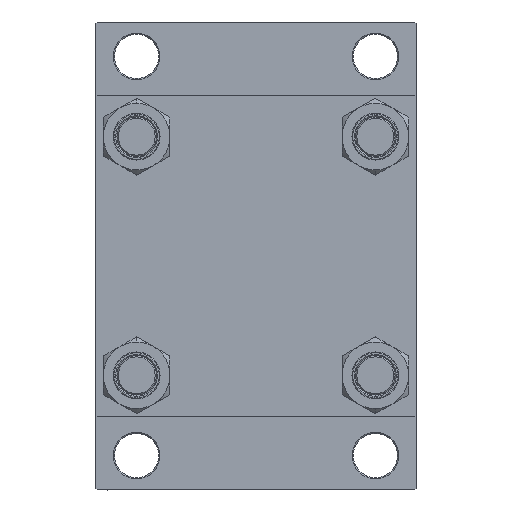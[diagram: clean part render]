
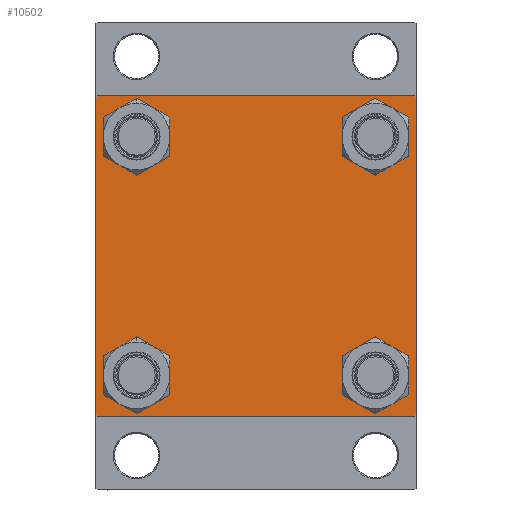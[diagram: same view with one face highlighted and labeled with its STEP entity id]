
A CAD part, left-side view. The second image highlights one B-rep face of the part: STEP entity #10502.
In plain terms, the highlighted planar face has unit normal (-1, 0, 0).
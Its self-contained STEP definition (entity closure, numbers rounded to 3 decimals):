
#30 = DIRECTION ( 'NONE',  ( 1., 0., 0. ) ) ;
#43 = VECTOR ( 'NONE', #29095, 1000. ) ;
#378 = EDGE_LOOP ( 'NONE', ( #44848, #16557 ) ) ;
#550 = VERTEX_POINT ( 'NONE', #25817 ) ;
#591 = EDGE_CURVE ( 'NONE', #42135, #48052, #3996, .T. ) ;
#696 = CARTESIAN_POINT ( 'NONE',  ( 0., 48.45, -48.45 ) ) ;
#1290 = VERTEX_POINT ( 'NONE', #32407 ) ;
#1470 = ORIENTED_EDGE ( 'NONE', *, *, #5293, .T. ) ;
#2600 = CARTESIAN_POINT ( 'NONE',  ( 0., -64.75, -64.75 ) ) ;
#2758 = CARTESIAN_POINT ( 'NONE',  ( 0., 48.45, 48.45 ) ) ;
#3080 = CARTESIAN_POINT ( 'NONE',  ( 0., 48.45, -56.95 ) ) ;
#3124 = DIRECTION ( 'NONE',  ( 0., 0., 1. ) ) ;
#3616 = AXIS2_PLACEMENT_3D ( 'NONE', #696, #41308, #7991 ) ;
#3996 = CIRCLE ( 'NONE', #7139, 8.5 ) ;
#4702 = CARTESIAN_POINT ( 'NONE',  ( 0., 64.5, -65. ) ) ;
#5157 = VERTEX_POINT ( 'NONE', #4702 ) ;
#5293 = EDGE_CURVE ( 'NONE', #18439, #43483, #30467, .T. ) ;
#5403 = ORIENTED_EDGE ( 'NONE', *, *, #9781, .T. ) ;
#6578 = CIRCLE ( 'NONE', #33746, 8.5 ) ;
#6782 = DIRECTION ( 'NONE',  ( 1., 0., 0. ) ) ;
#7139 = AXIS2_PLACEMENT_3D ( 'NONE', #18524, #30, #17811 ) ;
#7188 = LINE ( 'NONE', #25904, #8266 ) ;
#7614 = CARTESIAN_POINT ( 'NONE',  ( 0., -65., 64.5 ) ) ;
#7718 = PLANE ( 'NONE',  #22093 ) ;
#7975 = CARTESIAN_POINT ( 'NONE',  ( 0., 64.75, -64.75 ) ) ;
#7991 = DIRECTION ( 'NONE',  ( 0., 0., 1. ) ) ;
#8196 = LINE ( 'NONE', #35362, #18174 ) ;
#8266 = VECTOR ( 'NONE', #40724, 1000. ) ;
#8789 = VERTEX_POINT ( 'NONE', #12130 ) ;
#9508 = AXIS2_PLACEMENT_3D ( 'NONE', #21697, #40171, #38141 ) ;
#9515 = EDGE_CURVE ( 'NONE', #5157, #550, #13115, .T. ) ;
#9781 = EDGE_CURVE ( 'NONE', #19470, #26049, #8196, .T. ) ;
#10244 = ORIENTED_EDGE ( 'NONE', *, *, #25102, .T. ) ;
#10357 = DIRECTION ( 'NONE',  ( 0., 0.707, -0.707 ) ) ;
#10404 = VECTOR ( 'NONE', #47155, 1000. ) ;
#10502 = ADVANCED_FACE ( 'NONE', ( #20904, #14774, #36671, #37379, #14545 ), #7718, .T. ) ;
#10585 = ORIENTED_EDGE ( 'NONE', *, *, #41854, .T. ) ;
#11117 = CIRCLE ( 'NONE', #21235, 8.5 ) ;
#11412 = DIRECTION ( 'NONE',  ( 1., 0., 0. ) ) ;
#11532 = EDGE_CURVE ( 'NONE', #25437, #15634, #6578, .T. ) ;
#11611 = DIRECTION ( 'NONE',  ( 0., 0., 1. ) ) ;
#12130 = CARTESIAN_POINT ( 'NONE',  ( 0., 64.5, 65. ) ) ;
#12283 = DIRECTION ( 'NONE',  ( 0., 0., 1. ) ) ;
#12564 = VECTOR ( 'NONE', #44931, 1000. ) ;
#13115 = LINE ( 'NONE', #43486, #10404 ) ;
#13712 = EDGE_CURVE ( 'NONE', #550, #16668, #39083, .T. ) ;
#14545 = FACE_OUTER_BOUND ( 'NONE', #38347, .T. ) ;
#14774 = FACE_BOUND ( 'NONE', #43017, .T. ) ;
#15503 = AXIS2_PLACEMENT_3D ( 'NONE', #28010, #24356, #28244 ) ;
#15634 = VERTEX_POINT ( 'NONE', #40435 ) ;
#16416 = CARTESIAN_POINT ( 'NONE',  ( 0., -48.45, 39.95 ) ) ;
#16557 = ORIENTED_EDGE ( 'NONE', *, *, #11532, .T. ) ;
#16668 = VERTEX_POINT ( 'NONE', #34360 ) ;
#17811 = DIRECTION ( 'NONE',  ( 0., 0., 1. ) ) ;
#18050 = EDGE_CURVE ( 'NONE', #38761, #1290, #23028, .T. ) ;
#18124 = EDGE_CURVE ( 'NONE', #8789, #21833, #7188, .T. ) ;
#18146 = CARTESIAN_POINT ( 'NONE',  ( 0., -65., 65. ) ) ;
#18174 = VECTOR ( 'NONE', #30329, 1000. ) ;
#18435 = CARTESIAN_POINT ( 'NONE',  ( 0., 0., 0. ) ) ;
#18439 = VERTEX_POINT ( 'NONE', #37195 ) ;
#18524 = CARTESIAN_POINT ( 'NONE',  ( 0., -48.45, -48.45 ) ) ;
#19126 = CARTESIAN_POINT ( 'NONE',  ( 0., 48.45, 56.95 ) ) ;
#19470 = VERTEX_POINT ( 'NONE', #45663 ) ;
#19702 = VERTEX_POINT ( 'NONE', #7614 ) ;
#20862 = DIRECTION ( 'NONE',  ( 0., -0.707, 0.707 ) ) ;
#20904 = FACE_BOUND ( 'NONE', #378, .T. ) ;
#21235 = AXIS2_PLACEMENT_3D ( 'NONE', #30133, #11412, #30621 ) ;
#21697 = CARTESIAN_POINT ( 'NONE',  ( 0., 48.45, 48.45 ) ) ;
#21777 = LINE ( 'NONE', #24718, #39326 ) ;
#21833 = VERTEX_POINT ( 'NONE', #33904 ) ;
#22087 = CARTESIAN_POINT ( 'NONE',  ( 0., -48.45, -56.95 ) ) ;
#22093 = AXIS2_PLACEMENT_3D ( 'NONE', #18435, #47638, #11611 ) ;
#22474 = CIRCLE ( 'NONE', #15503, 8.5 ) ;
#23028 = CIRCLE ( 'NONE', #3616, 8.5 ) ;
#24356 = DIRECTION ( 'NONE',  ( 1., 0., 0. ) ) ;
#24374 = ORIENTED_EDGE ( 'NONE', *, *, #18050, .T. ) ;
#24718 = CARTESIAN_POINT ( 'NONE',  ( 0., 64.75, 64.75 ) ) ;
#24917 = AXIS2_PLACEMENT_3D ( 'NONE', #2758, #31485, #42909 ) ;
#24958 = CARTESIAN_POINT ( 'NONE',  ( 0., 65., -64.5 ) ) ;
#25102 = EDGE_CURVE ( 'NONE', #8789, #19470, #21777, .T. ) ;
#25278 = EDGE_CURVE ( 'NONE', #48052, #42135, #34687, .T. ) ;
#25437 = VERTEX_POINT ( 'NONE', #16416 ) ;
#25517 = ORIENTED_EDGE ( 'NONE', *, *, #591, .T. ) ;
#25648 = LINE ( 'NONE', #45591, #28287 ) ;
#25817 = CARTESIAN_POINT ( 'NONE',  ( 0., -64.5, -65. ) ) ;
#25904 = CARTESIAN_POINT ( 'NONE',  ( 0., 65., 65. ) ) ;
#26049 = VERTEX_POINT ( 'NONE', #24958 ) ;
#27608 = CARTESIAN_POINT ( 'NONE',  ( 0., -48.45, -48.45 ) ) ;
#28010 = CARTESIAN_POINT ( 'NONE',  ( 0., 48.45, -48.45 ) ) ;
#28244 = DIRECTION ( 'NONE',  ( 0., 0., 1. ) ) ;
#28287 = VECTOR ( 'NONE', #34149, 1000. ) ;
#28443 = EDGE_LOOP ( 'NONE', ( #35316, #24374 ) ) ;
#29095 = DIRECTION ( 'NONE',  ( 0., 0., -1. ) ) ;
#30051 = CARTESIAN_POINT ( 'NONE',  ( 0., -48.45, -39.95 ) ) ;
#30111 = LINE ( 'NONE', #7975, #12564 ) ;
#30133 = CARTESIAN_POINT ( 'NONE',  ( 0., -48.45, 48.45 ) ) ;
#30329 = DIRECTION ( 'NONE',  ( 0., 0., -1. ) ) ;
#30467 = CIRCLE ( 'NONE', #9508, 8.5 ) ;
#30621 = DIRECTION ( 'NONE',  ( 0., 0., 1. ) ) ;
#31485 = DIRECTION ( 'NONE',  ( 1., 0., 0. ) ) ;
#32407 = CARTESIAN_POINT ( 'NONE',  ( 0., 48.45, -39.95 ) ) ;
#32901 = EDGE_CURVE ( 'NONE', #1290, #38761, #22474, .T. ) ;
#33439 = CIRCLE ( 'NONE', #24917, 8.5 ) ;
#33746 = AXIS2_PLACEMENT_3D ( 'NONE', #46925, #6782, #3124 ) ;
#33904 = CARTESIAN_POINT ( 'NONE',  ( 0., -64.5, 65. ) ) ;
#34149 = DIRECTION ( 'NONE',  ( 0., 0.707, 0.707 ) ) ;
#34360 = CARTESIAN_POINT ( 'NONE',  ( 0., -65., -64.5 ) ) ;
#34530 = EDGE_CURVE ( 'NONE', #19702, #16668, #47817, .T. ) ;
#34687 = CIRCLE ( 'NONE', #36232, 8.5 ) ;
#34778 = EDGE_CURVE ( 'NONE', #43483, #18439, #33439, .T. ) ;
#35316 = ORIENTED_EDGE ( 'NONE', *, *, #32901, .T. ) ;
#35362 = CARTESIAN_POINT ( 'NONE',  ( 0., 65., 65. ) ) ;
#36178 = VECTOR ( 'NONE', #20862, 1000. ) ;
#36232 = AXIS2_PLACEMENT_3D ( 'NONE', #27608, #45600, #12283 ) ;
#36671 = FACE_BOUND ( 'NONE', #28443, .T. ) ;
#37195 = CARTESIAN_POINT ( 'NONE',  ( 0., 48.45, 39.95 ) ) ;
#37379 = FACE_BOUND ( 'NONE', #42999, .T. ) ;
#38141 = DIRECTION ( 'NONE',  ( 0., 0., 1. ) ) ;
#38347 = EDGE_LOOP ( 'NONE', ( #5403, #10585, #46629, #44085, #45294, #45233, #41597, #10244 ) ) ;
#38761 = VERTEX_POINT ( 'NONE', #3080 ) ;
#39083 = LINE ( 'NONE', #2600, #36178 ) ;
#39326 = VECTOR ( 'NONE', #10357, 1000. ) ;
#40171 = DIRECTION ( 'NONE',  ( 1., 0., 0. ) ) ;
#40435 = CARTESIAN_POINT ( 'NONE',  ( 0., -48.45, 56.95 ) ) ;
#40724 = DIRECTION ( 'NONE',  ( 0., -1., 0. ) ) ;
#41308 = DIRECTION ( 'NONE',  ( 1., 0., 0. ) ) ;
#41477 = ORIENTED_EDGE ( 'NONE', *, *, #34778, .T. ) ;
#41597 = ORIENTED_EDGE ( 'NONE', *, *, #18124, .F. ) ;
#41854 = EDGE_CURVE ( 'NONE', #26049, #5157, #30111, .T. ) ;
#42135 = VERTEX_POINT ( 'NONE', #30051 ) ;
#42909 = DIRECTION ( 'NONE',  ( 0., 0., 1. ) ) ;
#42999 = EDGE_LOOP ( 'NONE', ( #41477, #1470 ) ) ;
#43017 = EDGE_LOOP ( 'NONE', ( #25517, #46788 ) ) ;
#43483 = VERTEX_POINT ( 'NONE', #19126 ) ;
#43486 = CARTESIAN_POINT ( 'NONE',  ( 0., 65., -65. ) ) ;
#44076 = EDGE_CURVE ( 'NONE', #15634, #25437, #11117, .T. ) ;
#44085 = ORIENTED_EDGE ( 'NONE', *, *, #13712, .T. ) ;
#44848 = ORIENTED_EDGE ( 'NONE', *, *, #44076, .T. ) ;
#44931 = DIRECTION ( 'NONE',  ( 0., -0.707, -0.707 ) ) ;
#45233 = ORIENTED_EDGE ( 'NONE', *, *, #46593, .T. ) ;
#45294 = ORIENTED_EDGE ( 'NONE', *, *, #34530, .F. ) ;
#45591 = CARTESIAN_POINT ( 'NONE',  ( 0., -64.75, 64.75 ) ) ;
#45600 = DIRECTION ( 'NONE',  ( 1., 0., 0. ) ) ;
#45663 = CARTESIAN_POINT ( 'NONE',  ( 0., 65., 64.5 ) ) ;
#46593 = EDGE_CURVE ( 'NONE', #19702, #21833, #25648, .T. ) ;
#46629 = ORIENTED_EDGE ( 'NONE', *, *, #9515, .T. ) ;
#46788 = ORIENTED_EDGE ( 'NONE', *, *, #25278, .T. ) ;
#46925 = CARTESIAN_POINT ( 'NONE',  ( 0., -48.45, 48.45 ) ) ;
#47155 = DIRECTION ( 'NONE',  ( 0., -1., 0. ) ) ;
#47638 = DIRECTION ( 'NONE',  ( -1., 0., 0. ) ) ;
#47817 = LINE ( 'NONE', #18146, #43 ) ;
#48052 = VERTEX_POINT ( 'NONE', #22087 ) ;
